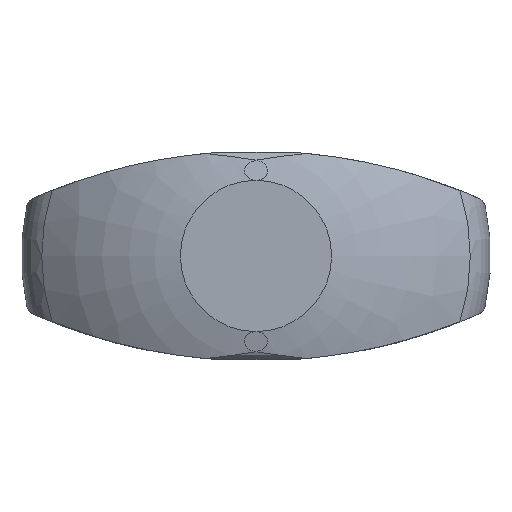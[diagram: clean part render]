
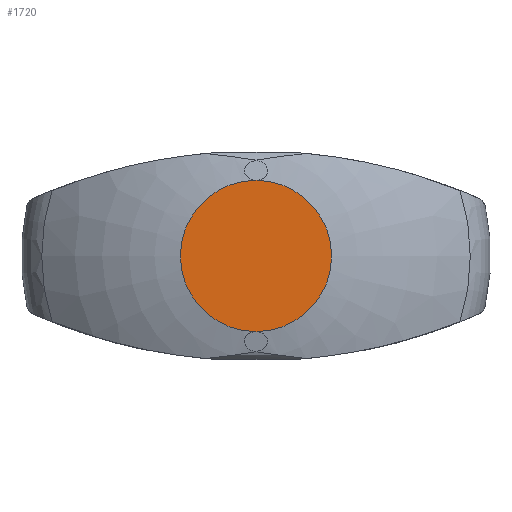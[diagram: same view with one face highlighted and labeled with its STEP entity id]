
A CAD part, top view. The second image highlights one B-rep face of the part: STEP entity #1720.
In plain terms, the highlighted planar face has unit normal (0, 0, 1).
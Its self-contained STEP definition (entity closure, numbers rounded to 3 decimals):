
#702=VERTEX_POINT('',#2018);
#1074=EDGE_CURVE('',#702,#1448,#2423,.T.);
#1448=VERTEX_POINT('',#2828);
#1720=ADVANCED_FACE('',(#3121),#3122,.T.);
#1950=EDGE_CURVE('',#1448,#702,#3378,.T.);
#2018=CARTESIAN_POINT('',(0.0,-5.8,31.));
#2423=CIRCLE('',#4584,5.8);
#2828=CARTESIAN_POINT('',(0.0,5.8,31.));
#3121=FACE_OUTER_BOUND('',#6609,.T.);
#3122=PLANE('',#6610);
#3378=CIRCLE('',#7237,5.8);
#4584=AXIS2_PLACEMENT_3D('',#7833,#7834,#7835);
#6609=EDGE_LOOP('',(#8517,#8518));
#6610=AXIS2_PLACEMENT_3D('',#8519,#8520,#8521);
#7237=AXIS2_PLACEMENT_3D('',#8825,#8826,#8827);
#7833=CARTESIAN_POINT('',(0.0,0.,31.0));
#7834=DIRECTION('',(-0.0,0.,-1.0));
#7835=DIRECTION('',(-1.0,0.0,0.0));
#8517=ORIENTED_EDGE('',*,*,#1074,.F.);
#8518=ORIENTED_EDGE('',*,*,#1950,.F.);
#8519=CARTESIAN_POINT('',(-2.9,0.,31.0));
#8520=DIRECTION('',(-0.0,0.,1.0));
#8521=DIRECTION('',(1.0,0.0,0.0));
#8825=CARTESIAN_POINT('',(0.0,0.,31.0));
#8826=DIRECTION('',(-0.0,0.,-1.0));
#8827=DIRECTION('',(-1.0,0.0,0.0));
